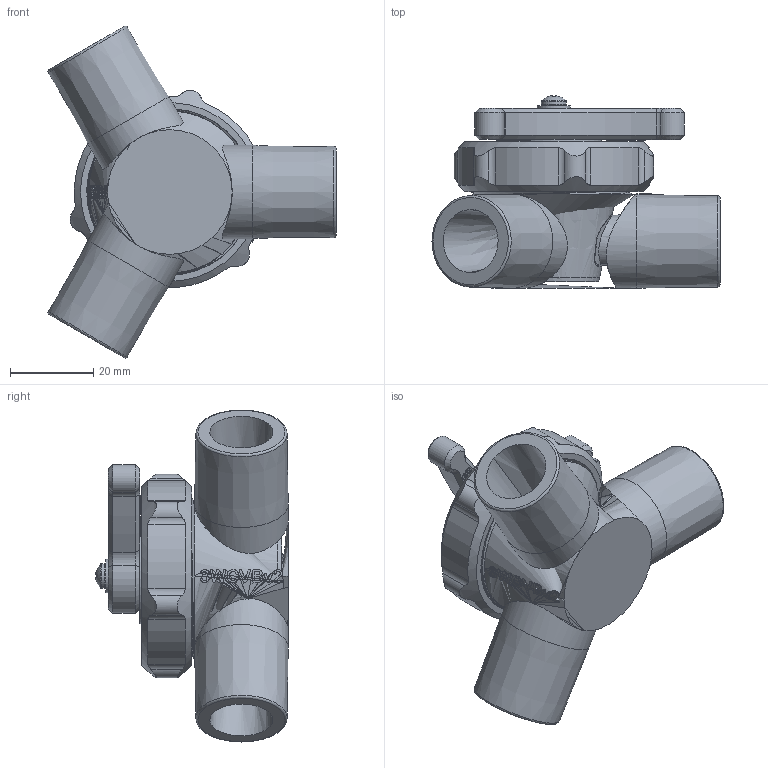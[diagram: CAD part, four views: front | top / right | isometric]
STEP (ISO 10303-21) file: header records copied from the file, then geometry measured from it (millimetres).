
FILE_DESCRIPTION(/* description */ (''),/* implementation_level */ '2;1');
FILE_NAME(/* name */ '3WayConicalValveAssembly.step',/* time_stamp */ '2020-03-26T16:56:20-07:00',/* author */ ('paddy'),/* organization */ (''),/* preprocessor_version */ 'ST-DEVELOPER v18',/* originating_system */ 'Autodesk Inventor 2020',/* authorisation */ '');
FILE_SCHEMA (('AUTOMOTIVE_DESIGN { 1 0 10303 214 3 1 1 }'));
Products named in the file (7): 3WayConicalValveAssemblyV2; 3WayConicalValveBodyv3; 3WayConicalValveCockV2; 3WayConicalValveHandle; 3WayConicalValveCapV2; Screw M3 x 6 Pan Head Phillips; Washer M3
Assembly tree (6 placements, depth 2):
  3WayConicalValveAssemblyV2
    3WayConicalValveBodyv3
    3WayConicalValveCockV2
    3WayConicalValveHandle
    3WayConicalValveCapV2
    Screw M3 x 6 Pan Head Phillips
    Washer M3
Bounding box: 69.33 x 46.29 x 79.9 mm (x, y, z)
Volume: 57641.9 mm3; surface area: 33893.1 mm2
Topology: 8 solids, 8 shells, 795 faces, 2192 edges, 1446 vertices
Faces by surface type: bspline 434, plane 161, cylinder 115, cone 68, torus 16, sphere 1
Full cylindrical faces by diameter (mm): 2.35 x11, 2.5 x1, 3 x10, 3.2 x2, 6 x1, 8 x1, 22.5 x3, 23 x1, 24 x1, 36.293 x4, 36.854 x3, 40 x4
Entity records: 42443 total; most frequent: CARTESIAN_POINT 24959, ORIENTED_EDGE 4384, DIRECTION 2208, EDGE_CURVE 2192, VERTEX_POINT 1446, B_SPLINE_CURVE_WITH_KNOTS 1041, EDGE_LOOP 842, LINE 818
